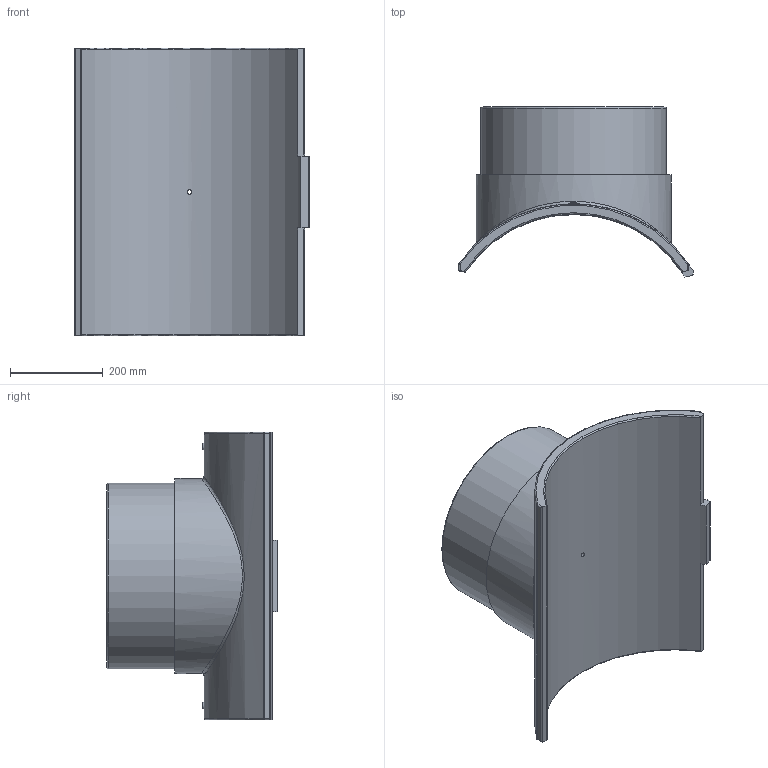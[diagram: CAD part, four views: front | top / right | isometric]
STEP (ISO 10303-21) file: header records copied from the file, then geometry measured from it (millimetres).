
FILE_DESCRIPTION(/* description */ ('PLASSON BRANCH SADDLE 560x400'),/* implementation_level */ '2;1');
FILE_NAME(/* name */ '495803560400T.ipt.stp',/* time_stamp */ '2017-11-06T09:19:31+02:00',/* author */ ('KIM'),/* organization */ (''),/* preprocessor_version */ 'ST-DEVELOPER v15.6',/* originating_system */ 'Autodesk Inventor 2015',/* authorisation */ '');
FILE_SCHEMA (('AUTOMOTIVE_DESIGN { 1 0 10303 214 3 1 1 }'));
Length unit declared in the file: millimetre
Products named in the file (1): 495803560400T
Bounding box: 505 x 366.25 x 620 mm (x, y, z)
Volume: 19981432.3 mm3; surface area: 1315229.6 mm2
Topology: 1 solids, 1 shells, 59 faces, 129 edges, 82 vertices
Faces by surface type: cylinder 25, plane 21, torus 6, sphere 4, cone 2, bspline 1
Full cylindrical faces by diameter (mm): 4 x2, 9.6 x1, 10 x2, 16 x1, 320 x1, 400 x1, 420 x1
Entity records: 2077 total; most frequent: CARTESIAN_POINT 796, DIRECTION 277, ORIENTED_EDGE 226, AXIS2_PLACEMENT_3D 118, EDGE_CURVE 113, EDGE_LOOP 84, VERTEX_POINT 79, FACE_OUTER_BOUND 59
